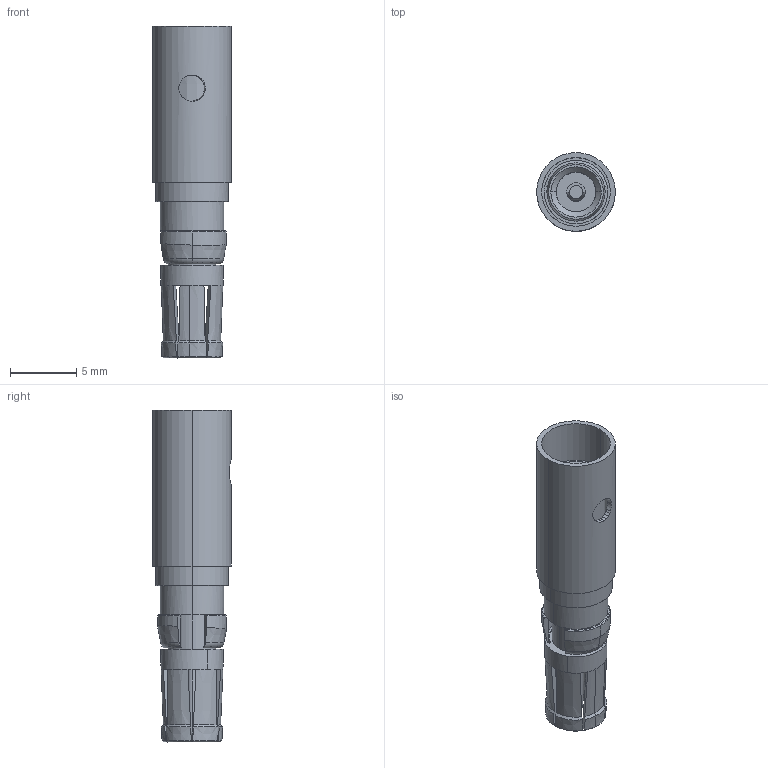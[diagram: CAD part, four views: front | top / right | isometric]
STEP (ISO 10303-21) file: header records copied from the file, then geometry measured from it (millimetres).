
FILE_DESCRIPTION(('CATIA V5 STEP Exchange','CAx-IF Rec.Pracs.--- Model Styling and Organization---1.4--- 2014-01-23'),'2;1');
FILE_NAME ('1255403-1_1', '2024-01-04T07:12:01+00:00', ('none'), ('Weidmueller'), 'CATIA Version 5-6 Release 2016 SP3 HF44', 'CATIA V5 STEP AP214', 'none');
FILE_SCHEMA(('AUTOMOTIVE_DESIGN { 1 0 10303 214 1 1 1 1 }'));
Length unit declared in the file: millimetre
Products named in the file (1): 2748660000
Bounding box: 5.95 x 5.95 x 25.11 mm (x, y, z)
Volume: 296 mm3; surface area: 1017 mm2
Topology: 2 solids, 2 shells, 186 faces, 501 edges, 322 vertices
Faces by surface type: cone 57, plane 45, cylinder 31, extrusion 25, torus 24, sphere 4
Entity records: 6335 total; most frequent: CARTESIAN_POINT 2255, ORIENTED_EDGE 994, DIRECTION 551, EDGE_CURVE 497, VERTEX_POINT 322, AXIS2_PLACEMENT_3D 277, B_SPLINE_CURVE_WITH_KNOTS 218, EDGE_LOOP 197
